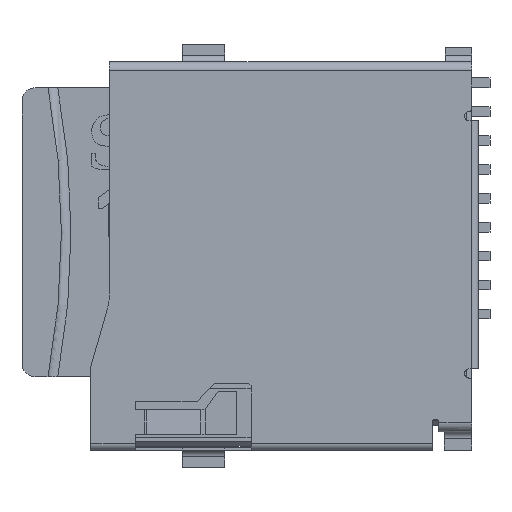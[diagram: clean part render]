
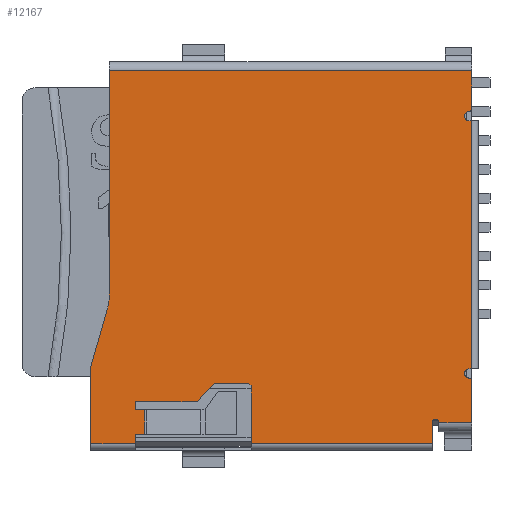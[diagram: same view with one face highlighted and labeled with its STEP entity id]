
A CAD part, top view. The second image highlights one B-rep face of the part: STEP entity #12167.
In plain terms, the highlighted planar face has unit normal (0, 0, 1).
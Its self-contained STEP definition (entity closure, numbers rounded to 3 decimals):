
#524=FACE_OUTER_BOUND('',#1197,.T.);
#1197=EDGE_LOOP('',(#7554,#7555,#7556,#7557,#7558,#7559,#7560,#7561,#7562,
#7563,#7564,#7565,#7566,#7567,#7568,#7569,#7570,#7571,#7572,#7573,#7574,
#7575,#7576,#7577,#7578,#7579,#7580,#7581,#7582,#7583,#7584));
#1904=CIRCLE('',#12866,0.08);
#1905=CIRCLE('',#12867,0.175);
#1906=CIRCLE('',#12868,0.175);
#1907=CIRCLE('',#12869,0.08);
#1908=CIRCLE('',#12870,1.949);
#1909=CIRCLE('',#12871,0.125);
#2101=LINE('',#16448,#3398);
#2102=LINE('',#16452,#3399);
#2103=LINE('',#16456,#3400);
#2104=LINE('',#16458,#3401);
#2105=LINE('',#16460,#3402);
#2106=LINE('',#16464,#3403);
#2107=LINE('',#16468,#3404);
#2108=LINE('',#16470,#3405);
#2109=LINE('',#16472,#3406);
#2110=LINE('',#16476,#3407);
#2111=LINE('',#16478,#3408);
#2112=LINE('',#16480,#3409);
#2113=LINE('',#16482,#3410);
#2114=LINE('',#16484,#3411);
#2115=LINE('',#16486,#3412);
#2116=LINE('',#16488,#3413);
#2117=LINE('',#16490,#3414);
#2118=LINE('',#16492,#3415);
#2119=LINE('',#16494,#3416);
#2120=LINE('',#16496,#3417);
#2121=LINE('',#16498,#3418);
#2122=LINE('',#16500,#3419);
#2123=LINE('',#16502,#3420);
#2124=LINE('',#16504,#3421);
#2125=LINE('',#16507,#3422);
#3398=VECTOR('',#13629,1.);
#3399=VECTOR('',#13632,1.);
#3400=VECTOR('',#13635,1.);
#3401=VECTOR('',#13636,1.);
#3402=VECTOR('',#13637,1.);
#3403=VECTOR('',#13640,1.);
#3404=VECTOR('',#13643,1.);
#3405=VECTOR('',#13644,1.);
#3406=VECTOR('',#13645,1.);
#3407=VECTOR('',#13648,1.);
#3408=VECTOR('',#13649,1.);
#3409=VECTOR('',#13650,1.);
#3410=VECTOR('',#13651,1.);
#3411=VECTOR('',#13652,1.);
#3412=VECTOR('',#13653,1.);
#3413=VECTOR('',#13654,1.);
#3414=VECTOR('',#13655,1.);
#3415=VECTOR('',#13656,1.);
#3416=VECTOR('',#13657,1.);
#3417=VECTOR('',#13658,1.);
#3418=VECTOR('',#13659,1.);
#3419=VECTOR('',#13660,1.);
#3420=VECTOR('',#13661,1.);
#3421=VECTOR('',#13662,1.);
#3422=VECTOR('',#13665,1.);
#4695=VERTEX_POINT('',#16446);
#4696=VERTEX_POINT('',#16447);
#4697=VERTEX_POINT('',#16449);
#4698=VERTEX_POINT('',#16451);
#4699=VERTEX_POINT('',#16453);
#4700=VERTEX_POINT('',#16455);
#4701=VERTEX_POINT('',#16457);
#4702=VERTEX_POINT('',#16459);
#4703=VERTEX_POINT('',#16461);
#4704=VERTEX_POINT('',#16463);
#4705=VERTEX_POINT('',#16465);
#4706=VERTEX_POINT('',#16467);
#4707=VERTEX_POINT('',#16469);
#4708=VERTEX_POINT('',#16471);
#4709=VERTEX_POINT('',#16473);
#4710=VERTEX_POINT('',#16475);
#4711=VERTEX_POINT('',#16477);
#4712=VERTEX_POINT('',#16479);
#4713=VERTEX_POINT('',#16481);
#4714=VERTEX_POINT('',#16483);
#4715=VERTEX_POINT('',#16485);
#4716=VERTEX_POINT('',#16487);
#4717=VERTEX_POINT('',#16489);
#4718=VERTEX_POINT('',#16491);
#4719=VERTEX_POINT('',#16493);
#4720=VERTEX_POINT('',#16495);
#4721=VERTEX_POINT('',#16497);
#4722=VERTEX_POINT('',#16499);
#4723=VERTEX_POINT('',#16501);
#4724=VERTEX_POINT('',#16503);
#4725=VERTEX_POINT('',#16505);
#5816=EDGE_CURVE('',#4695,#4696,#2101,.T.);
#5817=EDGE_CURVE('',#4696,#4697,#1904,.T.);
#5818=EDGE_CURVE('',#4698,#4697,#2102,.T.);
#5819=EDGE_CURVE('',#4699,#4698,#1905,.T.);
#5820=EDGE_CURVE('',#4699,#4700,#2103,.T.);
#5821=EDGE_CURVE('',#4700,#4701,#2104,.T.);
#5822=EDGE_CURVE('',#4702,#4701,#2105,.T.);
#5823=EDGE_CURVE('',#4703,#4702,#1906,.T.);
#5824=EDGE_CURVE('',#4703,#4704,#2106,.T.);
#5825=EDGE_CURVE('',#4704,#4705,#1907,.T.);
#5826=EDGE_CURVE('',#4706,#4705,#2107,.T.);
#5827=EDGE_CURVE('',#4706,#4707,#2108,.T.);
#5828=EDGE_CURVE('',#4707,#4708,#2109,.T.);
#5829=EDGE_CURVE('',#4709,#4708,#1908,.T.);
#5830=EDGE_CURVE('',#4709,#4710,#2110,.T.);
#5831=EDGE_CURVE('',#4710,#4711,#2111,.T.);
#5832=EDGE_CURVE('',#4711,#4712,#2112,.T.);
#5833=EDGE_CURVE('',#4712,#4713,#2113,.T.);
#5834=EDGE_CURVE('',#4713,#4714,#2114,.T.);
#5835=EDGE_CURVE('',#4714,#4715,#2115,.T.);
#5836=EDGE_CURVE('',#4715,#4716,#2116,.T.);
#5837=EDGE_CURVE('',#4716,#4717,#2117,.T.);
#5838=EDGE_CURVE('',#4717,#4718,#2118,.T.);
#5839=EDGE_CURVE('',#4718,#4719,#2119,.T.);
#5840=EDGE_CURVE('',#4719,#4720,#2120,.T.);
#5841=EDGE_CURVE('',#4720,#4721,#2121,.T.);
#5842=EDGE_CURVE('',#4721,#4722,#2122,.T.);
#5843=EDGE_CURVE('',#4722,#4723,#2123,.T.);
#5844=EDGE_CURVE('',#4723,#4724,#2124,.T.);
#5845=EDGE_CURVE('',#4725,#4724,#1909,.T.);
#5846=EDGE_CURVE('',#4725,#4695,#2125,.T.);
#7554=ORIENTED_EDGE('',*,*,#5816,.T.);
#7555=ORIENTED_EDGE('',*,*,#5817,.T.);
#7556=ORIENTED_EDGE('',*,*,#5818,.F.);
#7557=ORIENTED_EDGE('',*,*,#5819,.F.);
#7558=ORIENTED_EDGE('',*,*,#5820,.T.);
#7559=ORIENTED_EDGE('',*,*,#5821,.T.);
#7560=ORIENTED_EDGE('',*,*,#5822,.F.);
#7561=ORIENTED_EDGE('',*,*,#5823,.F.);
#7562=ORIENTED_EDGE('',*,*,#5824,.T.);
#7563=ORIENTED_EDGE('',*,*,#5825,.T.);
#7564=ORIENTED_EDGE('',*,*,#5826,.F.);
#7565=ORIENTED_EDGE('',*,*,#5827,.T.);
#7566=ORIENTED_EDGE('',*,*,#5828,.T.);
#7567=ORIENTED_EDGE('',*,*,#5829,.F.);
#7568=ORIENTED_EDGE('',*,*,#5830,.T.);
#7569=ORIENTED_EDGE('',*,*,#5831,.T.);
#7570=ORIENTED_EDGE('',*,*,#5832,.T.);
#7571=ORIENTED_EDGE('',*,*,#5833,.T.);
#7572=ORIENTED_EDGE('',*,*,#5834,.T.);
#7573=ORIENTED_EDGE('',*,*,#5835,.T.);
#7574=ORIENTED_EDGE('',*,*,#5836,.T.);
#7575=ORIENTED_EDGE('',*,*,#5837,.T.);
#7576=ORIENTED_EDGE('',*,*,#5838,.T.);
#7577=ORIENTED_EDGE('',*,*,#5839,.T.);
#7578=ORIENTED_EDGE('',*,*,#5840,.T.);
#7579=ORIENTED_EDGE('',*,*,#5841,.T.);
#7580=ORIENTED_EDGE('',*,*,#5842,.T.);
#7581=ORIENTED_EDGE('',*,*,#5843,.T.);
#7582=ORIENTED_EDGE('',*,*,#5844,.T.);
#7583=ORIENTED_EDGE('',*,*,#5845,.F.);
#7584=ORIENTED_EDGE('',*,*,#5846,.T.);
#11030=PLANE('',#12865);
#12167=ADVANCED_FACE('',(#524),#11030,.T.);
#12865=AXIS2_PLACEMENT_3D('',#16445,#13627,#13628);
#12866=AXIS2_PLACEMENT_3D('',#16450,#13630,#13631);
#12867=AXIS2_PLACEMENT_3D('',#16454,#13633,#13634);
#12868=AXIS2_PLACEMENT_3D('',#16462,#13638,#13639);
#12869=AXIS2_PLACEMENT_3D('',#16466,#13641,#13642);
#12870=AXIS2_PLACEMENT_3D('',#16474,#13646,#13647);
#12871=AXIS2_PLACEMENT_3D('',#16506,#13663,#13664);
#13627=DIRECTION('center_axis',(0.,0.,1.));
#13628=DIRECTION('ref_axis',(0.,1.,0.));
#13629=DIRECTION('',(0.,1.,0.));
#13630=DIRECTION('center_axis',(0.,0.,1.));
#13631=DIRECTION('ref_axis',(0.,-1.,0.));
#13632=DIRECTION('',(1.,0.,0.));
#13633=DIRECTION('center_axis',(0.,0.,1.));
#13634=DIRECTION('ref_axis',(1.,0.,0.));
#13635=DIRECTION('',(1.,0.,0.));
#13636=DIRECTION('',(0.,1.,0.));
#13637=DIRECTION('',(1.,0.,0.));
#13638=DIRECTION('center_axis',(0.,0.,1.));
#13639=DIRECTION('ref_axis',(1.,0.,0.));
#13640=DIRECTION('',(1.,0.,0.));
#13641=DIRECTION('center_axis',(0.,0.,1.));
#13642=DIRECTION('ref_axis',(0.,-1.,0.));
#13643=DIRECTION('',(0.,-1.,0.));
#13644=DIRECTION('',(-1.,0.,0.));
#13645=DIRECTION('',(0.,-1.,0.));
#13646=DIRECTION('center_axis',(0.,0.,1.));
#13647=DIRECTION('ref_axis',(1.,0.,0.));
#13648=DIRECTION('',(-0.276,-0.961,0.));
#13649=DIRECTION('',(0.,-1.,0.));
#13650=DIRECTION('',(1.,0.,0.));
#13651=DIRECTION('',(0.,1.,0.));
#13652=DIRECTION('',(1.,0.,0.));
#13653=DIRECTION('',(0.,1.,0.));
#13654=DIRECTION('',(-1.,0.,0.));
#13655=DIRECTION('',(0.,1.,0.));
#13656=DIRECTION('',(1.,0.,0.));
#13657=DIRECTION('',(0.68,0.733,0.));
#13658=DIRECTION('',(1.,0.,0.));
#13659=DIRECTION('',(0.707,-0.707,0.));
#13660=DIRECTION('',(0.,-1.,0.));
#13661=DIRECTION('',(1.,0.,0.));
#13662=DIRECTION('',(0.,1.,0.));
#13663=DIRECTION('center_axis',(0.,0.,1.));
#13664=DIRECTION('ref_axis',(1.,0.,0.));
#13665=DIRECTION('',(1.,0.,0.));
#16445=CARTESIAN_POINT('Origin',(-4.845,-0.462,2.));
#16446=CARTESIAN_POINT('',(2.4,-6.35,2.));
#16447=CARTESIAN_POINT('',(2.4,-4.73,2.));
#16448=CARTESIAN_POINT('',(2.4,-6.35,2.));
#16449=CARTESIAN_POINT('',(2.32,-4.65,2.));
#16450=CARTESIAN_POINT('Origin',(2.32,-4.73,2.));
#16451=CARTESIAN_POINT('',(2.3,-4.65,2.));
#16452=CARTESIAN_POINT('',(2.3,-4.65,2.));
#16453=CARTESIAN_POINT('',(2.3,-4.3,2.));
#16454=CARTESIAN_POINT('Origin',(2.3,-4.475,2.));
#16455=CARTESIAN_POINT('',(2.4,-4.3,2.));
#16456=CARTESIAN_POINT('',(2.3,-4.3,2.));
#16457=CARTESIAN_POINT('',(2.4,5.15,2.));
#16458=CARTESIAN_POINT('',(2.4,-4.3,2.));
#16459=CARTESIAN_POINT('',(2.3,5.15,2.));
#16460=CARTESIAN_POINT('',(2.3,5.15,2.));
#16461=CARTESIAN_POINT('',(2.3,5.5,2.));
#16462=CARTESIAN_POINT('Origin',(2.3,5.325,2.));
#16463=CARTESIAN_POINT('',(2.32,5.5,2.));
#16464=CARTESIAN_POINT('',(2.3,5.5,2.));
#16465=CARTESIAN_POINT('',(2.4,5.58,2.));
#16466=CARTESIAN_POINT('Origin',(2.32,5.58,2.));
#16467=CARTESIAN_POINT('',(2.4,7.05,2.));
#16468=CARTESIAN_POINT('',(2.4,7.05,2.));
#16469=CARTESIAN_POINT('',(-11.39,7.05,2.));
#16470=CARTESIAN_POINT('',(2.4,7.05,2.));
#16471=CARTESIAN_POINT('',(-11.39,-1.45,2.));
#16472=CARTESIAN_POINT('',(-11.39,7.05,2.));
#16473=CARTESIAN_POINT('',(-11.466,-1.987,2.));
#16474=CARTESIAN_POINT('Origin',(-13.339,-1.45,2.));
#16475=CARTESIAN_POINT('',(-12.1,-4.2,2.));
#16476=CARTESIAN_POINT('',(-11.466,-1.987,2.));
#16477=CARTESIAN_POINT('',(-12.1,-7.15,2.));
#16478=CARTESIAN_POINT('',(-12.1,-4.2,2.));
#16479=CARTESIAN_POINT('',(-10.4,-7.15,2.));
#16480=CARTESIAN_POINT('',(-12.1,-7.15,2.));
#16481=CARTESIAN_POINT('',(-10.4,-6.8,2.));
#16482=CARTESIAN_POINT('',(-10.4,-7.15,2.));
#16483=CARTESIAN_POINT('',(-10.05,-6.8,2.));
#16484=CARTESIAN_POINT('',(-10.4,-6.8,2.));
#16485=CARTESIAN_POINT('',(-10.05,-5.85,2.));
#16486=CARTESIAN_POINT('',(-10.05,-6.8,2.));
#16487=CARTESIAN_POINT('',(-10.4,-5.85,2.));
#16488=CARTESIAN_POINT('',(-10.05,-5.85,2.));
#16489=CARTESIAN_POINT('',(-10.4,-5.55,2.));
#16490=CARTESIAN_POINT('',(-10.4,-5.85,2.));
#16491=CARTESIAN_POINT('',(-8.05,-5.55,2.));
#16492=CARTESIAN_POINT('',(-10.4,-5.55,2.));
#16493=CARTESIAN_POINT('',(-7.4,-4.85,2.));
#16494=CARTESIAN_POINT('',(-8.05,-5.55,2.));
#16495=CARTESIAN_POINT('',(-6.1,-4.85,2.));
#16496=CARTESIAN_POINT('',(-7.4,-4.85,2.));
#16497=CARTESIAN_POINT('',(-6.,-4.95,2.));
#16498=CARTESIAN_POINT('',(-6.1,-4.85,2.));
#16499=CARTESIAN_POINT('',(-6.,-7.15,2.));
#16500=CARTESIAN_POINT('',(-6.,-4.95,2.));
#16501=CARTESIAN_POINT('',(0.9,-7.15,2.));
#16502=CARTESIAN_POINT('',(-6.,-7.15,2.));
#16503=CARTESIAN_POINT('',(0.9,-6.35,2.));
#16504=CARTESIAN_POINT('',(0.9,-7.15,2.));
#16505=CARTESIAN_POINT('',(1.15,-6.35,2.));
#16506=CARTESIAN_POINT('Origin',(1.025,-6.35,2.));
#16507=CARTESIAN_POINT('',(1.15,-6.35,2.));
